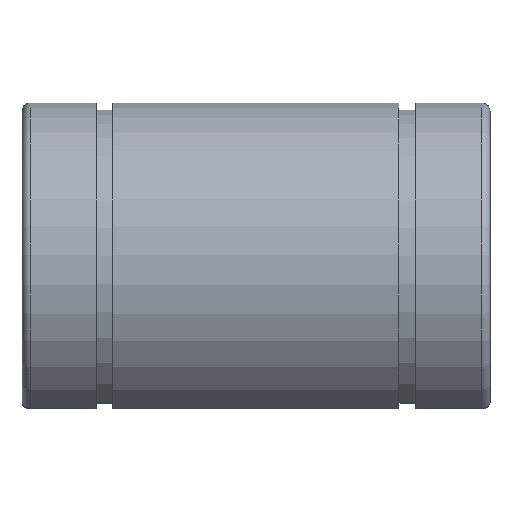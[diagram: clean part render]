
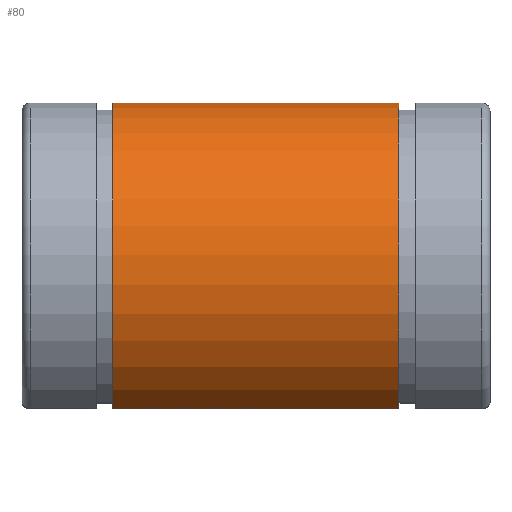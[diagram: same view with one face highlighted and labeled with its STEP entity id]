
A CAD part, top view. The second image highlights one B-rep face of the part: STEP entity #80.
In plain terms, the highlighted cylindrical face has radius 13 mm (diameter 26 mm), a partial arc.
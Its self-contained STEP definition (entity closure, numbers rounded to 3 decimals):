
#80 = ADVANCED_FACE( '', ( #156, #157 ), #158, .T. );
#156 = FACE_OUTER_BOUND( '', #225, .T. );
#157 = FACE_BOUND( '', #226, .T. );
#158 = CYLINDRICAL_SURFACE( '', #227, 13. );
#225 = EDGE_LOOP( '', ( #396, #397, #398, #399 ) );
#226 = EDGE_LOOP( '', ( #400 ) );
#227 = AXIS2_PLACEMENT_3D( '', #401, #402, #403 );
#396 = ORIENTED_EDGE( '', *, *, #441, .T. );
#397 = ORIENTED_EDGE( '', *, *, #454, .T. );
#398 = ORIENTED_EDGE( '', *, *, #477, .F. );
#399 = ORIENTED_EDGE( '', *, *, #426, .T. );
#400 = ORIENTED_EDGE( '', *, *, #469, .T. );
#401 = CARTESIAN_POINT( '', ( 36., 0., 0. ) );
#402 = DIRECTION( '', ( -1., 0., 0. ) );
#403 = DIRECTION( '', ( 0., 0., -1. ) );
#426 = EDGE_CURVE( '', #506, #504, #507, .F. );
#441 = EDGE_CURVE( '', #504, #532, #533, .T. );
#454 = EDGE_CURVE( '', #532, #553, #555, .T. );
#469 = EDGE_CURVE( '', #572, #572, #573, .T. );
#477 = EDGE_CURVE( '', #506, #553, #581, .T. );
#504 = VERTEX_POINT( '', #625 );
#506 = VERTEX_POINT( '', #628 );
#507 = LINE( '', #629, #630 );
#532 = VERTEX_POINT( '', #679 );
#533 = CIRCLE( '', #680, 13. );
#553 = VERTEX_POINT( '', #717 );
#555 = LINE( '', #720, #721 );
#572 = VERTEX_POINT( '', #748 );
#573 = B_SPLINE_CURVE_WITH_KNOTS( '', 3, ( #749, #750, #751, #752, #753, #754, #755, #756, #757, #758, #759, #760, #761, #762, #763, #764, #765, #766, #767, #768, #769, #770, #771, #772, #773, #774, #775, #776, #777, #778, #779, #780, #781, #782, #783, #784, #785, #786, #787, #788, #789, #790, #791, #792, #793, #794, #795, #796, #797, #798, #799, #800, #801, #802 ), .UNSPECIFIED., .T., .F., ( 2, 2, 2, 2, 2, 2, 2, 2, 2, 2, 2, 2, 2, 2, 2, 2, 2, 2, 2, 2, 2, 2, 2, 2, 2, 2, 2, 2, 2 ), ( -0.001, 0., 0., 0.001, 0.001, 0.001, 0.002, 0.002, 0.003, 0.003, 0.003, 0.004, 0.004, 0.004, 0.004, 0.005, 0.005, 0.006, 0.006, 0.006, 0.007, 0.007, 0.007, 0.008, 0.008, 0.008, 0.009, 0.009, 0.01 ), .UNSPECIFIED. );
#581 = CIRCLE( '', #810, 13. );
#625 = CARTESIAN_POINT( '', ( 7., -10.57, -7.568 ) );
#628 = CARTESIAN_POINT( '', ( 29., -10.57, -7.568 ) );
#629 = CARTESIAN_POINT( '', ( 36., -10.57, -7.568 ) );
#630 = VECTOR( '', #830, 1000. );
#679 = CARTESIAN_POINT( '', ( 7., -10.57, 7.568 ) );
#680 = AXIS2_PLACEMENT_3D( '', #844, #845, #846 );
#717 = CARTESIAN_POINT( '', ( 29., -10.57, 7.568 ) );
#720 = CARTESIAN_POINT( '', ( 36., -10.57, 7.568 ) );
#721 = VECTOR( '', #859, 1000. );
#748 = CARTESIAN_POINT( '', ( 16.5, 0., -13. ) );
#749 = CARTESIAN_POINT( '', ( 16.5, 0.198, -13. ) );
#750 = CARTESIAN_POINT( '', ( 16.5, -0.099, -13. ) );
#751 = CARTESIAN_POINT( '', ( 16.51, -0.197, -12.999 ) );
#752 = CARTESIAN_POINT( '', ( 16.548, -0.389, -12.995 ) );
#753 = CARTESIAN_POINT( '', ( 16.577, -0.484, -12.991 ) );
#754 = CARTESIAN_POINT( '', ( 16.652, -0.665, -12.983 ) );
#755 = CARTESIAN_POINT( '', ( 16.698, -0.752, -12.979 ) );
#756 = CARTESIAN_POINT( '', ( 16.807, -0.915, -12.968 ) );
#757 = CARTESIAN_POINT( '', ( 16.87, -0.992, -12.962 ) );
#758 = CARTESIAN_POINT( '', ( 17.078, -1.199, -12.945 ) );
#759 = CARTESIAN_POINT( '', ( 17.245, -1.311, -12.934 ) );
#760 = CARTESIAN_POINT( '', ( 17.606, -1.46, -12.918 ) );
#761 = CARTESIAN_POINT( '', ( 17.803, -1.5, -12.913 ) );
#762 = CARTESIAN_POINT( '', ( 18.097, -1.5, -12.913 ) );
#763 = CARTESIAN_POINT( '', ( 18.197, -1.49, -12.914 ) );
#764 = CARTESIAN_POINT( '', ( 18.389, -1.452, -12.919 ) );
#765 = CARTESIAN_POINT( '', ( 18.483, -1.424, -12.922 ) );
#766 = CARTESIAN_POINT( '', ( 18.664, -1.349, -12.93 ) );
#767 = CARTESIAN_POINT( '', ( 18.752, -1.302, -12.935 ) );
#768 = CARTESIAN_POINT( '', ( 18.914, -1.193, -12.945 ) );
#769 = CARTESIAN_POINT( '', ( 18.99, -1.131, -12.951 ) );
#770 = CARTESIAN_POINT( '', ( 19.13, -0.991, -12.962 ) );
#771 = CARTESIAN_POINT( '', ( 19.192, -0.915, -12.968 ) );
#772 = CARTESIAN_POINT( '', ( 19.301, -0.753, -12.978 ) );
#773 = CARTESIAN_POINT( '', ( 19.348, -0.665, -12.983 ) );
#774 = CARTESIAN_POINT( '', ( 19.423, -0.484, -12.991 ) );
#775 = CARTESIAN_POINT( '', ( 19.452, -0.39, -12.994 ) );
#776 = CARTESIAN_POINT( '', ( 19.49, -0.198, -12.999 ) );
#777 = CARTESIAN_POINT( '', ( 19.5, -0.098, -13. ) );
#778 = CARTESIAN_POINT( '', ( 19.5, 0.195, -13. ) );
#779 = CARTESIAN_POINT( '', ( 19.461, 0.393, -12.995 ) );
#780 = CARTESIAN_POINT( '', ( 19.311, 0.754, -12.979 ) );
#781 = CARTESIAN_POINT( '', ( 19.2, 0.921, -12.968 ) );
#782 = CARTESIAN_POINT( '', ( 18.993, 1.129, -12.951 ) );
#783 = CARTESIAN_POINT( '', ( 18.916, 1.192, -12.945 ) );
#784 = CARTESIAN_POINT( '', ( 18.753, 1.301, -12.935 ) );
#785 = CARTESIAN_POINT( '', ( 18.667, 1.347, -12.93 ) );
#786 = CARTESIAN_POINT( '', ( 18.485, 1.423, -12.922 ) );
#787 = CARTESIAN_POINT( '', ( 18.39, 1.452, -12.919 ) );
#788 = CARTESIAN_POINT( '', ( 18.198, 1.49, -12.914 ) );
#789 = CARTESIAN_POINT( '', ( 18.101, 1.5, -12.913 ) );
#790 = CARTESIAN_POINT( '', ( 17.902, 1.5, -12.913 ) );
#791 = CARTESIAN_POINT( '', ( 17.805, 1.49, -12.914 ) );
#792 = CARTESIAN_POINT( '', ( 17.613, 1.452, -12.919 ) );
#793 = CARTESIAN_POINT( '', ( 17.517, 1.424, -12.922 ) );
#794 = CARTESIAN_POINT( '', ( 17.336, 1.349, -12.93 ) );
#795 = CARTESIAN_POINT( '', ( 17.25, 1.303, -12.935 ) );
#796 = CARTESIAN_POINT( '', ( 17.087, 1.194, -12.945 ) );
#797 = CARTESIAN_POINT( '', ( 17.009, 1.131, -12.951 ) );
#798 = CARTESIAN_POINT( '', ( 16.802, 0.923, -12.968 ) );
#799 = CARTESIAN_POINT( '', ( 16.69, 0.756, -12.979 ) );
#800 = CARTESIAN_POINT( '', ( 16.54, 0.395, -12.995 ) );
#801 = CARTESIAN_POINT( '', ( 16.5, 0.198, -13. ) );
#802 = CARTESIAN_POINT( '', ( 16.5, -0.099, -13. ) );
#810 = AXIS2_PLACEMENT_3D( '', #887, #888, #889 );
#830 = DIRECTION( '', ( 1., 0., 0. ) );
#844 = CARTESIAN_POINT( '', ( 7., 0., 0. ) );
#845 = DIRECTION( '', ( 1., 0., 0. ) );
#846 = DIRECTION( '', ( 0., 0., -1. ) );
#859 = DIRECTION( '', ( 1., 0., 0. ) );
#887 = CARTESIAN_POINT( '', ( 29., 0., 0. ) );
#888 = DIRECTION( '', ( 1., 0., 0. ) );
#889 = DIRECTION( '', ( 0., 0., -1. ) );
